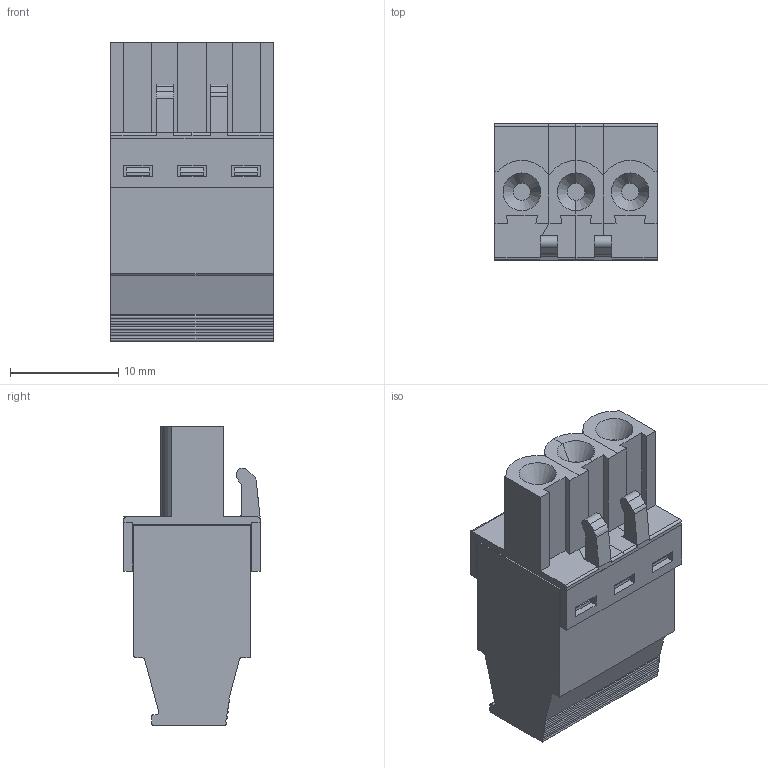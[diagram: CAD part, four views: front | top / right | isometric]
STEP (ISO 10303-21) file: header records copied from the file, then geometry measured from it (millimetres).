
FILE_DESCRIPTION(('STEP AP214'),'1');
FILE_NAME('SV03-5-P.stp','2020-03-24T10:49:29',(' '),(' '),'Spatial InterOp 3D',' ',' ');
FILE_SCHEMA(('AUTOMOTIVE_DESIGN { 1 0 10303 214 1 1 1 1 }'));
Length unit declared in the file: metre
Products named in the file (1): 1
Bounding box: 15 x 12.59 x 27.6 mm (x, y, z)
Volume: 3383.2 mm3; surface area: 2341.8 mm2
Topology: 1 solids, 1 shells, 284 faces, 748 edges, 492 vertices
Faces by surface type: plane 221, cylinder 56, cone 7
Full cylindrical faces by diameter (mm): 1.588 x2, 2.6 x3, 2.829 x3, 3.8 x3, 3.97 x3
Entity records: 10755 total; most frequent: CARTESIAN_POINT 1545, ORIENTED_EDGE 1428, DIRECTION 1382, EDGE_CURVE 714, LINE 576, VECTOR 576, VERTEX_POINT 477, AXIS2_PLACEMENT_3D 403
